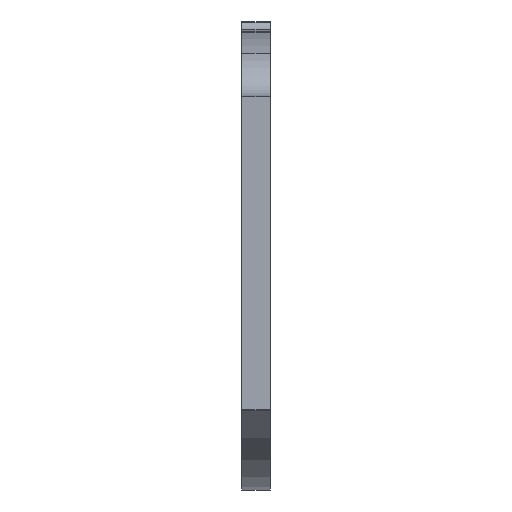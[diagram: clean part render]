
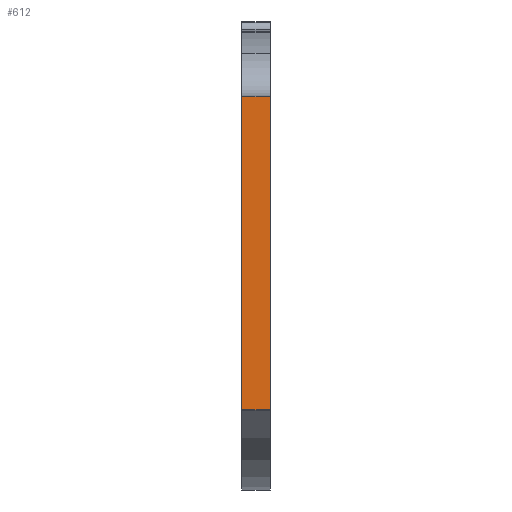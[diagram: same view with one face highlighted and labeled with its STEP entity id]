
A CAD part, left-side view. The second image highlights one B-rep face of the part: STEP entity #612.
In plain terms, the highlighted planar face has unit normal (-1, 0, 0.002).
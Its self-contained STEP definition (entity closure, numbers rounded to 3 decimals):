
#81 = DIRECTION ( 'NONE',  ( -0.002, 0., -1. ) ) ;
#122 = DIRECTION ( 'NONE',  ( 0.002, 0., 1. ) ) ;
#175 = CARTESIAN_POINT ( 'NONE',  ( 0., 0., 0. ) ) ;
#188 = LINE ( 'NONE', #669, #394 ) ;
#214 = DIRECTION ( 'NONE',  ( 0., -1., 0. ) ) ;
#227 = EDGE_LOOP ( 'NONE', ( #835, #949, #325, #1488 ) ) ;
#248 = DIRECTION ( 'NONE',  ( 0.002, 0., 1. ) ) ;
#254 = EDGE_CURVE ( 'NONE', #1447, #655, #431, .T. ) ;
#270 = VECTOR ( 'NONE', #248, 1000. ) ;
#275 = CARTESIAN_POINT ( 'NONE',  ( -0.131, 0., -64.932 ) ) ;
#285 = FACE_OUTER_BOUND ( 'NONE', #227, .T. ) ;
#325 = ORIENTED_EDGE ( 'NONE', *, *, #254, .F. ) ;
#353 = EDGE_CURVE ( 'NONE', #1493, #1619, #751, .T. ) ;
#394 = VECTOR ( 'NONE', #1100, 1000. ) ;
#431 = LINE ( 'NONE', #1466, #854 ) ;
#612 = ADVANCED_FACE ( 'NONE', ( #285 ), #1053, .F. ) ;
#625 = AXIS2_PLACEMENT_3D ( 'NONE', #709, #918, #81 ) ;
#655 = VERTEX_POINT ( 'NONE', #705 ) ;
#669 = CARTESIAN_POINT ( 'NONE',  ( -0.131, 6., -64.932 ) ) ;
#705 = CARTESIAN_POINT ( 'NONE',  ( 0., 6., 0. ) ) ;
#708 = VECTOR ( 'NONE', #214, 1000. ) ;
#709 = CARTESIAN_POINT ( 'NONE',  ( -0.131, 6., -64.932 ) ) ;
#729 = EDGE_CURVE ( 'NONE', #1447, #1493, #188, .T. ) ;
#751 = LINE ( 'NONE', #1398, #270 ) ;
#835 = ORIENTED_EDGE ( 'NONE', *, *, #353, .T. ) ;
#854 = VECTOR ( 'NONE', #122, 1000. ) ;
#918 = DIRECTION ( 'NONE',  ( 1., 0., -0.002 ) ) ;
#949 = ORIENTED_EDGE ( 'NONE', *, *, #1305, .F. ) ;
#1033 = CARTESIAN_POINT ( 'NONE',  ( -0.131, 6., -64.932 ) ) ;
#1041 = LINE ( 'NONE', #1109, #708 ) ;
#1053 = PLANE ( 'NONE',  #625 ) ;
#1100 = DIRECTION ( 'NONE',  ( 0., -1., 0. ) ) ;
#1109 = CARTESIAN_POINT ( 'NONE',  ( 0., 6., 0. ) ) ;
#1305 = EDGE_CURVE ( 'NONE', #655, #1619, #1041, .T. ) ;
#1398 = CARTESIAN_POINT ( 'NONE',  ( -0.131, 0., -64.932 ) ) ;
#1447 = VERTEX_POINT ( 'NONE', #1033 ) ;
#1466 = CARTESIAN_POINT ( 'NONE',  ( -0.131, 6., -64.932 ) ) ;
#1488 = ORIENTED_EDGE ( 'NONE', *, *, #729, .T. ) ;
#1493 = VERTEX_POINT ( 'NONE', #275 ) ;
#1619 = VERTEX_POINT ( 'NONE', #175 ) ;
